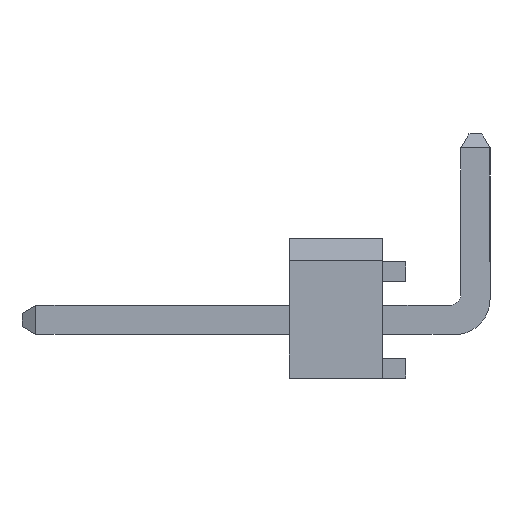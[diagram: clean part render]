
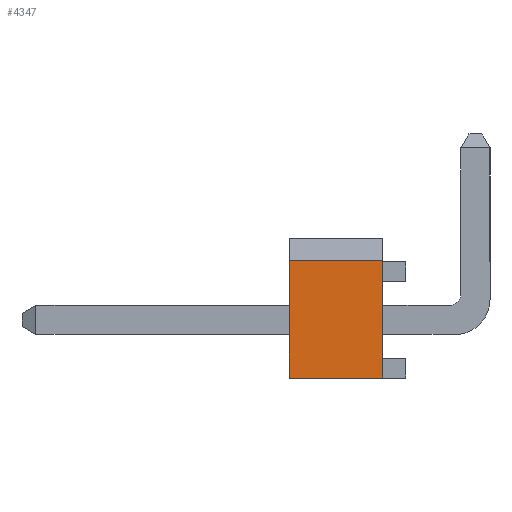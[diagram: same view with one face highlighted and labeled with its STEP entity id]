
A CAD part, left-side view. The second image highlights one B-rep face of the part: STEP entity #4347.
In plain terms, the highlighted planar face has unit normal (-1, 0, 0).
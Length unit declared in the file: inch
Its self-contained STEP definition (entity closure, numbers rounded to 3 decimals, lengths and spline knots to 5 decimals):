
#93=ORIENTED_EDGE('',*,*,#1349,.F.);
#94=ORIENTED_EDGE('',*,*,#1350,.F.);
#95=ORIENTED_EDGE('',*,*,#1351,.T.);
#96=ORIENTED_EDGE('',*,*,#1352,.F.);
#1349=EDGE_CURVE('',#1977,#1978,#2369,.T.);
#1350=EDGE_CURVE('',#1979,#1977,#2370,.T.);
#1351=EDGE_CURVE('',#1979,#1980,#2371,.T.);
#1352=EDGE_CURVE('',#1978,#1980,#2372,.T.);
#1977=VERTEX_POINT('',#6146);
#1978=VERTEX_POINT('',#6147);
#1979=VERTEX_POINT('',#6149);
#1980=VERTEX_POINT('',#6151);
#2369=LINE('',#6145,#2981);
#2370=LINE('',#6148,#2982);
#2371=LINE('',#6150,#2983);
#2372=LINE('',#6152,#2984);
#2981=VECTOR('',#4961,39.37008);
#2982=VECTOR('',#4962,39.37008);
#2983=VECTOR('',#4963,39.37008);
#2984=VECTOR('',#4964,39.37008);
#3563=EDGE_LOOP('',(#93,#94,#95,#96));
#3833=FACE_BOUND('',#3563,.T.);
#4103=PLANE('',#4636);
#4347=ADVANCED_FACE('',(#3833),#4103,.F.);
#4636=AXIS2_PLACEMENT_3D('',#6144,#4959,#4960);
#4959=DIRECTION('',(1.,0.,0.));
#4960=DIRECTION('',(0.,0.,-1.));
#4961=DIRECTION('',(0.,-1.,0.));
#4962=DIRECTION('',(0.,0.,1.));
#4963=DIRECTION('',(0.,-1.,0.));
#4964=DIRECTION('',(0.,0.,-1.));
#6144=CARTESIAN_POINT('',(-0.2,0.1,-0.06));
#6145=CARTESIAN_POINT('',(-0.2,0.8,0.041));
#6146=CARTESIAN_POINT('',(-0.2,0.1,0.041));
#6147=CARTESIAN_POINT('',(-0.2,0.02,0.041));
#6148=CARTESIAN_POINT('',(-0.2,0.1,-0.06));
#6149=CARTESIAN_POINT('',(-0.2,0.1,-0.06));
#6150=CARTESIAN_POINT('',(-0.2,0.1,-0.06));
#6151=CARTESIAN_POINT('',(-0.2,0.02,-0.06));
#6152=CARTESIAN_POINT('',(-0.2,0.02,-0.06));
